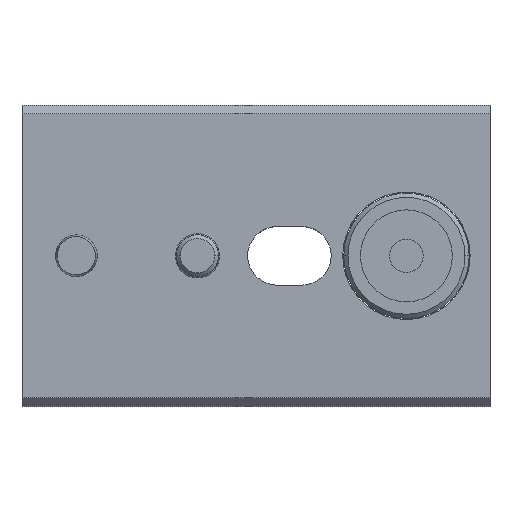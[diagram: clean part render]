
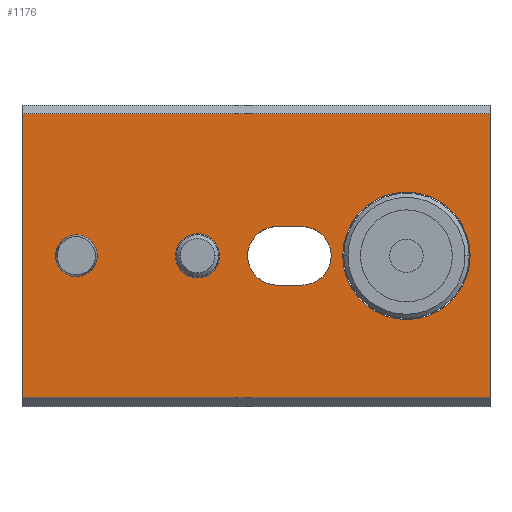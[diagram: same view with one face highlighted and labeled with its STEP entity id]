
A CAD part, top view. The second image highlights one B-rep face of the part: STEP entity #1176.
In plain terms, the highlighted planar face has unit normal (0, 0, 1).
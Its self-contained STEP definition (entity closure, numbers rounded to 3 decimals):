
#16 = CARTESIAN_POINT ( 'NONE',  ( 9., 18., 0. ) ) ;
#18 = EDGE_LOOP ( 'NONE', ( #381, #2052, #2434, #1144, #2865 ) ) ;
#20 = CIRCLE ( 'NONE', #709, 7.625 ) ;
#42 = CARTESIAN_POINT ( 'NONE',  ( 21., 20.65, 0. ) ) ;
#114 = CIRCLE ( 'NONE', #3123, 2.5 ) ;
#118 = VERTEX_POINT ( 'NONE', #3445 ) ;
#190 = CARTESIAN_POINT ( 'NONE',  ( 6.5, 18., 0. ) ) ;
#203 = DIRECTION ( 'NONE',  ( 0., 1., 0. ) ) ;
#208 = AXIS2_PLACEMENT_3D ( 'NONE', #975, #1549, #3463 ) ;
#224 = CIRCLE ( 'NONE', #2118, 3.5 ) ;
#229 = DIRECTION ( 'NONE',  ( 0., 0., 1. ) ) ;
#278 = EDGE_LOOP ( 'NONE', ( #2517, #2613 ) ) ;
#381 = ORIENTED_EDGE ( 'NONE', *, *, #2206, .F. ) ;
#385 = AXIS2_PLACEMENT_3D ( 'NONE', #711, #1284, #1536 ) ;
#396 = EDGE_CURVE ( 'NONE', #692, #3197, #224, .T. ) ;
#468 = CARTESIAN_POINT ( 'NONE',  ( 38.375, 18., 0. ) ) ;
#486 = DIRECTION ( 'NONE',  ( 1., 0., 0. ) ) ;
#543 = DIRECTION ( 'NONE',  ( 0., -1., 0. ) ) ;
#575 = DIRECTION ( 'NONE',  ( -1., 0., 0. ) ) ;
#619 = VERTEX_POINT ( 'NONE', #2304 ) ;
#629 = VERTEX_POINT ( 'NONE', #468 ) ;
#635 = EDGE_CURVE ( 'NONE', #118, #1356, #3061, .T. ) ;
#654 = VECTOR ( 'NONE', #1327, 1000. ) ;
#680 = DIRECTION ( 'NONE',  ( 1., 0., 0. ) ) ;
#692 = VERTEX_POINT ( 'NONE', #2693 ) ;
#693 = VECTOR ( 'NONE', #680, 1000. ) ;
#709 = AXIS2_PLACEMENT_3D ( 'NONE', #1945, #2253, #876 ) ;
#711 = CARTESIAN_POINT ( 'NONE',  ( 33.5, 18., 0. ) ) ;
#715 = CARTESIAN_POINT ( 'NONE',  ( 21., 18., 0. ) ) ;
#761 = VERTEX_POINT ( 'NONE', #2985 ) ;
#808 = CARTESIAN_POINT ( 'NONE',  ( 0., 0., 0. ) ) ;
#876 = DIRECTION ( 'NONE',  ( 1., 0., 0. ) ) ;
#917 = VERTEX_POINT ( 'NONE', #16 ) ;
#921 = LINE ( 'NONE', #1122, #1622 ) ;
#975 = CARTESIAN_POINT ( 'NONE',  ( 56., 0., 0. ) ) ;
#1028 = CARTESIAN_POINT ( 'NONE',  ( 53.625, 18., 0. ) ) ;
#1048 = CARTESIAN_POINT ( 'NONE',  ( 30.5, 21.5, 0. ) ) ;
#1063 = ORIENTED_EDGE ( 'NONE', *, *, #635, .T. ) ;
#1113 = VERTEX_POINT ( 'NONE', #1028 ) ;
#1122 = CARTESIAN_POINT ( 'NONE',  ( 56., 0., 0. ) ) ;
#1123 = CARTESIAN_POINT ( 'NONE',  ( 30.5, 18., 0. ) ) ;
#1127 = EDGE_CURVE ( 'NONE', #1449, #3152, #1963, .T. ) ;
#1132 = LINE ( 'NONE', #1048, #654 ) ;
#1144 = ORIENTED_EDGE ( 'NONE', *, *, #1715, .F. ) ;
#1176 = ADVANCED_FACE ( 'NONE', ( #1486, #2127, #1740, #1394, #1227 ), #3217, .F. ) ;
#1217 = EDGE_CURVE ( 'NONE', #1356, #118, #1291, .T. ) ;
#1227 = FACE_OUTER_BOUND ( 'NONE', #1950, .T. ) ;
#1284 = DIRECTION ( 'NONE',  ( 0., 0., 1. ) ) ;
#1291 = CIRCLE ( 'NONE', #2352, 2.65 ) ;
#1324 = EDGE_CURVE ( 'NONE', #1620, #2498, #1420, .T. ) ;
#1327 = DIRECTION ( 'NONE',  ( -1., 0., 0. ) ) ;
#1356 = VERTEX_POINT ( 'NONE', #42 ) ;
#1366 = AXIS2_PLACEMENT_3D ( 'NONE', #190, #2091, #1911 ) ;
#1368 = DIRECTION ( 'NONE',  ( 0., 0., -1. ) ) ;
#1394 = FACE_BOUND ( 'NONE', #278, .T. ) ;
#1399 = EDGE_LOOP ( 'NONE', ( #3055, #2932 ) ) ;
#1420 = LINE ( 'NONE', #808, #2817 ) ;
#1449 = VERTEX_POINT ( 'NONE', #2938 ) ;
#1486 = FACE_BOUND ( 'NONE', #3028, .T. ) ;
#1536 = DIRECTION ( 'NONE',  ( 1., 0., 0. ) ) ;
#1549 = DIRECTION ( 'NONE',  ( 0., 0., -1. ) ) ;
#1553 = CARTESIAN_POINT ( 'NONE',  ( 56., 35., 0. ) ) ;
#1602 = AXIS2_PLACEMENT_3D ( 'NONE', #2962, #1867, #2117 ) ;
#1614 = ORIENTED_EDGE ( 'NONE', *, *, #2366, .T. ) ;
#1620 = VERTEX_POINT ( 'NONE', #1675 ) ;
#1622 = VECTOR ( 'NONE', #543, 1000. ) ;
#1642 = EDGE_CURVE ( 'NONE', #629, #1113, #20, .T. ) ;
#1653 = LINE ( 'NONE', #2983, #3115 ) ;
#1675 = CARTESIAN_POINT ( 'NONE',  ( 0., 35., 0. ) ) ;
#1677 = EDGE_CURVE ( 'NONE', #917, #761, #114, .T. ) ;
#1715 = EDGE_CURVE ( 'NONE', #3152, #2706, #3473, .T. ) ;
#1740 = FACE_BOUND ( 'NONE', #18, .T. ) ;
#1822 = LINE ( 'NONE', #2487, #2174 ) ;
#1839 = CARTESIAN_POINT ( 'NONE',  ( 33.5, 18., 0. ) ) ;
#1867 = DIRECTION ( 'NONE',  ( 0., 0., 1. ) ) ;
#1911 = DIRECTION ( 'NONE',  ( 1., 0., 0. ) ) ;
#1915 = CIRCLE ( 'NONE', #1602, 7.625 ) ;
#1928 = DIRECTION ( 'NONE',  ( 1., 0., 0. ) ) ;
#1945 = CARTESIAN_POINT ( 'NONE',  ( 46., 18., 0. ) ) ;
#1950 = EDGE_LOOP ( 'NONE', ( #2317, #1614, #2705, #2929 ) ) ;
#1953 = EDGE_CURVE ( 'NONE', #2202, #1620, #1822, .T. ) ;
#1963 = CIRCLE ( 'NONE', #385, 3.5 ) ;
#2004 = CARTESIAN_POINT ( 'NONE',  ( 6.5, 18., 0. ) ) ;
#2041 = EDGE_CURVE ( 'NONE', #2202, #619, #921, .T. ) ;
#2052 = ORIENTED_EDGE ( 'NONE', *, *, #396, .F. ) ;
#2091 = DIRECTION ( 'NONE',  ( 0., 0., 1. ) ) ;
#2117 = DIRECTION ( 'NONE',  ( 1., 0., 0. ) ) ;
#2118 = AXIS2_PLACEMENT_3D ( 'NONE', #1123, #2488, #1928 ) ;
#2127 = FACE_BOUND ( 'NONE', #1399, .T. ) ;
#2174 = VECTOR ( 'NONE', #575, 1000. ) ;
#2202 = VERTEX_POINT ( 'NONE', #1553 ) ;
#2206 = EDGE_CURVE ( 'NONE', #3197, #1449, #2256, .T. ) ;
#2253 = DIRECTION ( 'NONE',  ( 0., 0., 1. ) ) ;
#2256 = LINE ( 'NONE', #2362, #693 ) ;
#2304 = CARTESIAN_POINT ( 'NONE',  ( 56., 1., 0. ) ) ;
#2317 = ORIENTED_EDGE ( 'NONE', *, *, #1324, .T. ) ;
#2352 = AXIS2_PLACEMENT_3D ( 'NONE', #2990, #1368, #3288 ) ;
#2362 = CARTESIAN_POINT ( 'NONE',  ( 30.5, 14.5, 0. ) ) ;
#2366 = EDGE_CURVE ( 'NONE', #2498, #619, #1653, .T. ) ;
#2369 = DIRECTION ( 'NONE',  ( 0., 0., -1. ) ) ;
#2434 = ORIENTED_EDGE ( 'NONE', *, *, #3085, .F. ) ;
#2487 = CARTESIAN_POINT ( 'NONE',  ( 56., 35., 0. ) ) ;
#2488 = DIRECTION ( 'NONE',  ( 0., 0., 1. ) ) ;
#2498 = VERTEX_POINT ( 'NONE', #2813 ) ;
#2517 = ORIENTED_EDGE ( 'NONE', *, *, #3320, .F. ) ;
#2613 = ORIENTED_EDGE ( 'NONE', *, *, #1642, .F. ) ;
#2693 = CARTESIAN_POINT ( 'NONE',  ( 30.5, 21.5, 0. ) ) ;
#2705 = ORIENTED_EDGE ( 'NONE', *, *, #2041, .F. ) ;
#2706 = VERTEX_POINT ( 'NONE', #3439 ) ;
#2714 = CARTESIAN_POINT ( 'NONE',  ( 37., 18., 0. ) ) ;
#2762 = CIRCLE ( 'NONE', #1366, 2.5 ) ;
#2763 = DIRECTION ( 'NONE',  ( 0., -1., 0. ) ) ;
#2813 = CARTESIAN_POINT ( 'NONE',  ( 0., 1., 0. ) ) ;
#2814 = DIRECTION ( 'NONE',  ( 0., 0., 1. ) ) ;
#2817 = VECTOR ( 'NONE', #2763, 1000. ) ;
#2820 = ORIENTED_EDGE ( 'NONE', *, *, #1217, .T. ) ;
#2865 = ORIENTED_EDGE ( 'NONE', *, *, #1127, .F. ) ;
#2881 = AXIS2_PLACEMENT_3D ( 'NONE', #715, #2369, #203 ) ;
#2929 = ORIENTED_EDGE ( 'NONE', *, *, #1953, .T. ) ;
#2932 = ORIENTED_EDGE ( 'NONE', *, *, #3419, .F. ) ;
#2938 = CARTESIAN_POINT ( 'NONE',  ( 33.5, 14.5, 0. ) ) ;
#2962 = CARTESIAN_POINT ( 'NONE',  ( 46., 18., 0. ) ) ;
#2983 = CARTESIAN_POINT ( 'NONE',  ( 56., 1., 0. ) ) ;
#2985 = CARTESIAN_POINT ( 'NONE',  ( 4., 18., 0. ) ) ;
#2990 = CARTESIAN_POINT ( 'NONE',  ( 21., 18., 0. ) ) ;
#3028 = EDGE_LOOP ( 'NONE', ( #2820, #1063 ) ) ;
#3055 = ORIENTED_EDGE ( 'NONE', *, *, #1677, .F. ) ;
#3061 = CIRCLE ( 'NONE', #2881, 2.65 ) ;
#3085 = EDGE_CURVE ( 'NONE', #2706, #692, #1132, .T. ) ;
#3115 = VECTOR ( 'NONE', #3504, 1000. ) ;
#3123 = AXIS2_PLACEMENT_3D ( 'NONE', #2004, #2814, #3372 ) ;
#3152 = VERTEX_POINT ( 'NONE', #2714 ) ;
#3197 = VERTEX_POINT ( 'NONE', #3480 ) ;
#3217 = PLANE ( 'NONE',  #208 ) ;
#3288 = DIRECTION ( 'NONE',  ( 0., 1., 0. ) ) ;
#3309 = AXIS2_PLACEMENT_3D ( 'NONE', #1839, #229, #486 ) ;
#3320 = EDGE_CURVE ( 'NONE', #1113, #629, #1915, .T. ) ;
#3372 = DIRECTION ( 'NONE',  ( 1., 0., 0. ) ) ;
#3419 = EDGE_CURVE ( 'NONE', #761, #917, #2762, .T. ) ;
#3439 = CARTESIAN_POINT ( 'NONE',  ( 33.5, 21.5, 0. ) ) ;
#3445 = CARTESIAN_POINT ( 'NONE',  ( 21., 15.35, 0. ) ) ;
#3463 = DIRECTION ( 'NONE',  ( -1., 0., 0. ) ) ;
#3473 = CIRCLE ( 'NONE', #3309, 3.5 ) ;
#3480 = CARTESIAN_POINT ( 'NONE',  ( 30.5, 14.5, 0. ) ) ;
#3504 = DIRECTION ( 'NONE',  ( 1., 0., 0. ) ) ;
